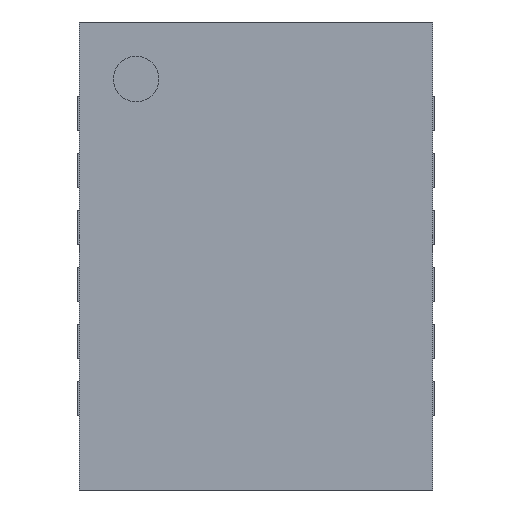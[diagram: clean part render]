
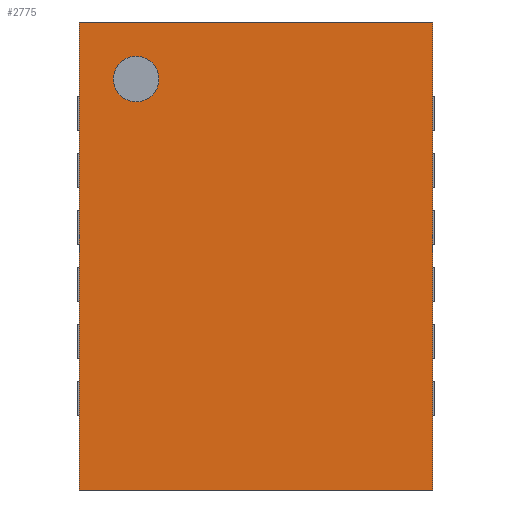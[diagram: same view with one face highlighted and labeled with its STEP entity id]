
A CAD part, front view. The second image highlights one B-rep face of the part: STEP entity #2775.
In plain terms, the highlighted planar face has unit normal (0, -1, 0).
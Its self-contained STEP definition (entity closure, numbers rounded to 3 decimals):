
#122 = ORIENTED_EDGE ( 'NONE', *, *, #3550, .T. ) ;
#184 = DIRECTION ( 'NONE',  ( 0., 0., -1. ) ) ;
#258 = EDGE_LOOP ( 'NONE', ( #1811, #2595, #3944, #1519 ) ) ;
#360 = CARTESIAN_POINT ( 'NONE',  ( 1.55, -0.8, 2.05 ) ) ;
#389 = LINE ( 'NONE', #2998, #1249 ) ;
#390 = CIRCLE ( 'NONE', #3468, 0.2 ) ;
#426 = CARTESIAN_POINT ( 'NONE',  ( -1.55, -0.8, -2.05 ) ) ;
#493 = CARTESIAN_POINT ( 'NONE',  ( -1.05, -0.8, 1.35 ) ) ;
#553 = EDGE_LOOP ( 'NONE', ( #2481, #122 ) ) ;
#556 = FACE_OUTER_BOUND ( 'NONE', #258, .T. ) ;
#903 = CIRCLE ( 'NONE', #3692, 0.2 ) ;
#910 = PLANE ( 'NONE',  #2637 ) ;
#926 = VERTEX_POINT ( 'NONE', #3402 ) ;
#985 = CARTESIAN_POINT ( 'NONE',  ( -1.05, -0.8, 1.55 ) ) ;
#1095 = EDGE_CURVE ( 'NONE', #926, #4329, #389, .T. ) ;
#1139 = DIRECTION ( 'NONE',  ( 1., 0., 0. ) ) ;
#1165 = VERTEX_POINT ( 'NONE', #493 ) ;
#1216 = FACE_BOUND ( 'NONE', #553, .T. ) ;
#1249 = VECTOR ( 'NONE', #1139, 1000. ) ;
#1293 = VERTEX_POINT ( 'NONE', #3881 ) ;
#1306 = EDGE_CURVE ( 'NONE', #4306, #926, #1712, .T. ) ;
#1519 = ORIENTED_EDGE ( 'NONE', *, *, #2237, .F. ) ;
#1594 = CARTESIAN_POINT ( 'NONE',  ( 1.55, -0.8, -2.05 ) ) ;
#1642 = LINE ( 'NONE', #1670, #2156 ) ;
#1670 = CARTESIAN_POINT ( 'NONE',  ( 1.55, -0.8, 2.05 ) ) ;
#1712 = LINE ( 'NONE', #4303, #3204 ) ;
#1767 = CARTESIAN_POINT ( 'NONE',  ( -1.05, -0.8, 1.55 ) ) ;
#1811 = ORIENTED_EDGE ( 'NONE', *, *, #1095, .F. ) ;
#2029 = DIRECTION ( 'NONE',  ( 0., 0., 1. ) ) ;
#2108 = DIRECTION ( 'NONE',  ( 0., 0., 1. ) ) ;
#2132 = DIRECTION ( 'NONE',  ( 0., 1., 0. ) ) ;
#2156 = VECTOR ( 'NONE', #184, 1000. ) ;
#2237 = EDGE_CURVE ( 'NONE', #4329, #1293, #1642, .T. ) ;
#2481 = ORIENTED_EDGE ( 'NONE', *, *, #2510, .T. ) ;
#2510 = EDGE_CURVE ( 'NONE', #4313, #1165, #903, .T. ) ;
#2595 = ORIENTED_EDGE ( 'NONE', *, *, #1306, .F. ) ;
#2637 = AXIS2_PLACEMENT_3D ( 'NONE', #4248, #3102, #3142 ) ;
#2775 = ADVANCED_FACE ( 'NONE', ( #1216, #556 ), #910, .T. ) ;
#2783 = DIRECTION ( 'NONE',  ( -1., 0., 0. ) ) ;
#2998 = CARTESIAN_POINT ( 'NONE',  ( -1.55, -0.8, 2.05 ) ) ;
#3102 = DIRECTION ( 'NONE',  ( 0., -1., 0. ) ) ;
#3142 = DIRECTION ( 'NONE',  ( 0., 0., -1. ) ) ;
#3204 = VECTOR ( 'NONE', #2029, 1000. ) ;
#3248 = DIRECTION ( 'NONE',  ( 0., 1., 0. ) ) ;
#3402 = CARTESIAN_POINT ( 'NONE',  ( -1.55, -0.8, 2.05 ) ) ;
#3468 = AXIS2_PLACEMENT_3D ( 'NONE', #985, #2132, #2108 ) ;
#3510 = VECTOR ( 'NONE', #2783, 1000. ) ;
#3550 = EDGE_CURVE ( 'NONE', #1165, #4313, #390, .T. ) ;
#3577 = DIRECTION ( 'NONE',  ( 0., 0., 1. ) ) ;
#3692 = AXIS2_PLACEMENT_3D ( 'NONE', #1767, #3248, #3577 ) ;
#3805 = LINE ( 'NONE', #1594, #3510 ) ;
#3881 = CARTESIAN_POINT ( 'NONE',  ( 1.55, -0.8, -2.05 ) ) ;
#3944 = ORIENTED_EDGE ( 'NONE', *, *, #4094, .F. ) ;
#4094 = EDGE_CURVE ( 'NONE', #1293, #4306, #3805, .T. ) ;
#4248 = CARTESIAN_POINT ( 'NONE',  ( -1.55, -0.8, 2.05 ) ) ;
#4303 = CARTESIAN_POINT ( 'NONE',  ( -1.55, -0.8, -2.05 ) ) ;
#4306 = VERTEX_POINT ( 'NONE', #426 ) ;
#4313 = VERTEX_POINT ( 'NONE', #4443 ) ;
#4329 = VERTEX_POINT ( 'NONE', #360 ) ;
#4443 = CARTESIAN_POINT ( 'NONE',  ( -1.05, -0.8, 1.75 ) ) ;
